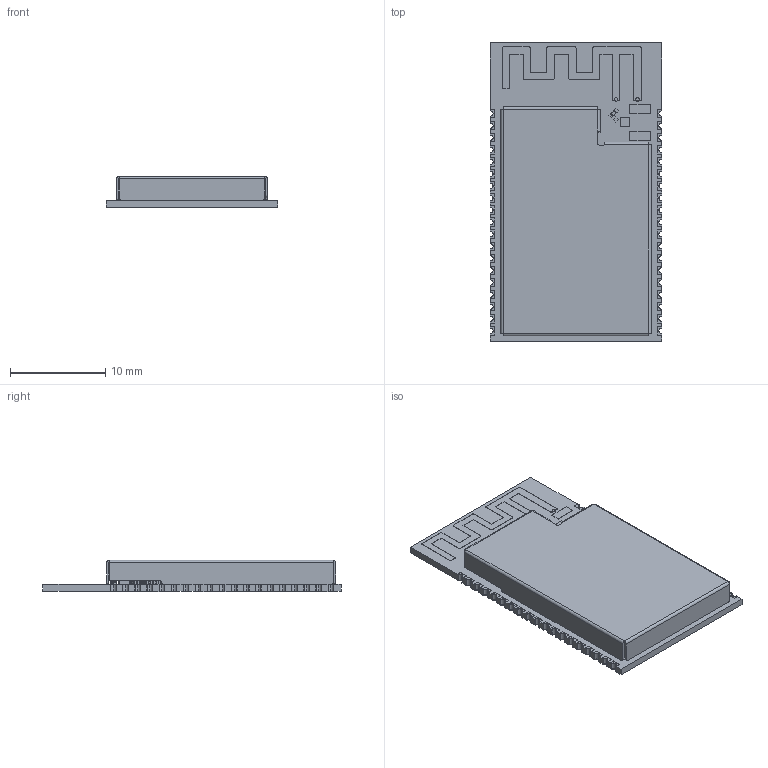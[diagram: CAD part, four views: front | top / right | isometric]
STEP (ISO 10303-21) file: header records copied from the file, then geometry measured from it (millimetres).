
FILE_DESCRIPTION (( 'STEP AP214' ), '1' );
FILE_NAME ('ESP32-WROVER-E_20211119.STEP', '2021-11-19T09:25:40', ( '' ), ( '' ), 'SwSTEP 2.0', 'SolidWorks', '' );
FILE_SCHEMA (( 'AUTOMOTIVE_DESIGN' ));
Length unit declared in the file: millimetre
Products named in the file (226): 葩璃 Submodel-R0201A_part^PCB_ESP32-WROVER-E_V1; L0201_20210301.STEP^L0201_20210301.STEP_Submodel-L0201_part_DesignRootModel_PCB_ESP32-WROVER-E_V1(2)_PCB_ESP32-WROVER-E_V1; uid__1-351^DesignRootModel_PCB_ESP32-WROVER-E_V1(2)_PCB_ESP32-WROVER-E_V1; uid__1-541^DesignRootModel_PCB_ESP32-WROVER-E_V1(2)_PCB_ESP32-WROVER-E_V1; Submodel-R0201_part^DesignRootModel_PCB_ESP32-WROVER-E_V1(2)_PCB_ESP32-WROVER-E_V1; uid__1-405^DesignRootModel_PCB_ESP32-WROVER-E_V1(2)_PCB_ESP32-WROVER-E_V1; uid__1-602^DesignRootModel_PCB_ESP32-WROVER-E_V1(2)_PCB_ESP32-WROVER-E_V1; uid__1-348^DesignRootModel_PCB_ESP32-WROVER-E_V1(2)_PCB_ESP32-WROVER-E_V1; uid__1-505^DesignRootModel_PCB_ESP32-WROVER-E_V1(2)_PCB_ESP32-WROVER-E_V1; uid__1-428^DesignRootModel_PCB_ESP32-WROVER-E_V1(2)_PCB_ESP32-WROVER-E_V1; C0201_20210301.STEP^Submodel-C0201_part_DesignRootModel_PCB_ESP32-WROVER-E_V1(2)_PCB_ESP32-WROVER-E_V1; uid__1-467^DesignRootModel_PCB_ESP32-WROVER-E_V1(2)_PCB_ESP32-WROVER-E_V1; uid__1-363^DesignRootModel_PCB_ESP32-WROVER-E_V1(2)_PCB_ESP32-WROVER-E_V1; uid__1-420^DesignRootModel_PCB_ESP32-WROVER-E_V1(2)_PCB_ESP32-WROVER-E_V1; Submodel-C0201_part^DesignRootModel_PCB_ESP32-WROVER-E_V1(2)_PCB_ESP32-WROVER-E_V1; uid__1-567^DesignRootModel_PCB_ESP32-WROVER-E_V1(2)_PCB_ESP32-WROVER-E_V1; uid__1-479^DesignRootModel_PCB_ESP32-WROVER-E_V1(2)_PCB_ESP32-WROVER-E_V1; uid__1-422^DesignRootModel_PCB_ESP32-WROVER-E_V1(2)_PCB_ESP32-WROVER-E_V1; uid__1-652^DesignRootModel_PCB_ESP32-WROVER-E_V1(2)_PCB_ESP32-WROVER-E_V1; uid__1-421^DesignRootModel_PCB_ESP32-WROVER-E_V1(2)_PCB_ESP32-WROVER-E_V1; uid__1-615^DesignRootModel_PCB_ESP32-WROVER-E_V1(2)_PCB_ESP32-WROVER-E_V1; uid__1-585^DesignRootModel_PCB_ESP32-WROVER-E_V1(2)_PCB_ESP32-WROVER-E_V1; uid__1-376^DesignRootModel_PCB_ESP32-WROVER-E_V1(2)_PCB_ESP32-WROVER-E_V1; uid__1-471^DesignRootModel_PCB_ESP32-WROVER-E_V1(2)_PCB_ESP32-WROVER-E_V1; uid__1-451^DesignRootModel_PCB_ESP32-WROVER-E_V1(2)_PCB_ESP32-WROVER-E_V1; uid__1-614^DesignRootModel_PCB_ESP32-WROVER-E_V1(2)_PCB_ESP32-WROVER-E_V1; uid__1-437^DesignRootModel_PCB_ESP32-WROVER-E_V1(2)_PCB_ESP32-WROVER-E_V1; uid__1-586^DesignRootModel_PCB_ESP32-WROVER-E_V1(2)_PCB_ESP32-WROVER-E_V1; uid__1-460^DesignRootModel_PCB_ESP32-WROVER-E_V1(2)_PCB_ESP32-WROVER-E_V1; L0201_20210301.STEP^Submodel-L0201_part_DesignRootModel_PCB_ESP32-WROVER-E_V1(2)_PCB_ESP32-WROVER-E_V1; uid__1-343^DesignRootModel_PCB_ESP32-WROVER-E_V1(2)_PCB_ESP32-WROVER-E_V1; uid__1-578^DesignRootModel_PCB_ESP32-WROVER-E_V1(2)_PCB_ESP32-WROVER-E_V1; R0201_20210301.STEP^Submodel-R0201_part_DesignRootModel_PCB_ESP32-WROVER-E_V1(2)_PCB_ESP32-WROVER-E_V1; uid__1-433^DesignRootModel_PCB_ESP32-WROVER-E_V1(2)_PCB_ESP32-WROVER-E_V1; uid__1-543^DesignRootModel_PCB_ESP32-WROVER-E_V1(2)_PCB_ESP32-WROVER-E_V1; uid__1-469^DesignRootModel_PCB_ESP32-WROVER-E_V1(2)_PCB_ESP32-WROVER-E_V1; uid__1-609^DesignRootModel_PCB_ESP32-WROVER-E_V1(2)_PCB_ESP32-WROVER-E_V1; uid__1-525^DesignRootModel_PCB_ESP32-WROVER-E_V1(2)_PCB_ESP32-WROVER-E_V1; SOIC8_208_20210301.STEP^Submodel-SOIC08-WN_part_DesignRootModel_PCB_ESP32-WROVER-E_V1(2)_PCB_ESP32-WROVER-E_V1; uid__1-503^DesignRootModel_PCB_ESP32-WROVER-E_V1(2)_PCB_ESP32-WROVER-E_V1 ...
Assembly tree (285 placements, depth 6):
  ESP32-WROVER-E_20211119
    PCB_ESP32-WROVER-E_V1(2)^PCB_ESP32-WROVER-E_V1
      DesignRootModel^PCB_ESP32-WROVER-E_V1(2)_PCB_ESP32-WROVER-E_V1
        Submodel-C0201_part^DesignRootModel_PCB_ESP32-WROVER-E_V1(2)_PCB_ESP32-WROVER-E_V1
          C0201_20210301.STEP^Submodel-C0201_part_DesignRootModel_PCB_ESP32-WROVER-E_V1(2)_PCB_ESP32-WROVER-E_V1
            C0201_20210301.STEP^C0201_20210301.STEP_Submodel-C0201_part_DesignRootModel_PCB_ESP32-WROVER-E_V1(2)_PCB_ESP32-WROVER-E_V1
        Submodel-C0201_part^DesignRootModel_PCB_ESP32-WROVER-E_V1(2)_PCB_ESP32-WROVER-E_V1
          C0201_20210301.STEP^Submodel-C0201_part_DesignRootModel_PCB_ESP32-WROVER-E_V1(2)_PCB_ESP32-WROVER-E_V1
            C0201_20210301.STEP^C0201_20210301.STEP_Submodel-C0201_part_DesignRootModel_PCB_ESP32-WROVER-E_V1(2)_PCB_ESP32-WROVER-E_V1
        Submodel-C0201_part^DesignRootModel_PCB_ESP32-WROVER-E_V1(2)_PCB_ESP32-WROVER-E_V1
          C0201_20210301.STEP^Submodel-C0201_part_DesignRootModel_PCB_ESP32-WROVER-E_V1(2)_PCB_ESP32-WROVER-E_V1
            C0201_20210301.STEP^C0201_20210301.STEP_Submodel-C0201_part_DesignRootModel_PCB_ESP32-WROVER-E_V1(2)_PCB_ESP32-WROVER-E_V1
        Submodel-C0201_part^DesignRootModel_PCB_ESP32-WROVER-E_V1(2)_PCB_ESP32-WROVER-E_V1
          C0201_20210301.STEP^Submodel-C0201_part_DesignRootModel_PCB_ESP32-WROVER-E_V1(2)_PCB_ESP32-WROVER-E_V1
            C0201_20210301.STEP^C0201_20210301.STEP_Submodel-C0201_part_DesignRootModel_PCB_ESP32-WROVER-E_V1(2)_PCB_ESP32-WROVER-E_V1
        Submodel-C0201_part^DesignRootModel_PCB_ESP32-WROVER-E_V1(2)_PCB_ESP32-WROVER-E_V1
          C0201_20210301.STEP^Submodel-C0201_part_DesignRootModel_PCB_ESP32-WROVER-E_V1(2)_PCB_ESP32-WROVER-E_V1
            C0201_20210301.STEP^C0201_20210301.STEP_Submodel-C0201_part_DesignRootModel_PCB_ESP32-WROVER-E_V1(2)_PCB_ESP32-WROVER-E_V1
        Submodel-C0201_part^DesignRootModel_PCB_ESP32-WROVER-E_V1(2)_PCB_ESP32-WROVER-E_V1
          C0201_20210301.STEP^Submodel-C0201_part_DesignRootModel_PCB_ESP32-WROVER-E_V1(2)_PCB_ESP32-WROVER-E_V1
            C0201_20210301.STEP^C0201_20210301.STEP_Submodel-C0201_part_DesignRootModel_PCB_ESP32-WROVER-E_V1(2)_PCB_ESP32-WROVER-E_V1
        Submodel-C0201_part^DesignRootModel_PCB_ESP32-WROVER-E_V1(2)_PCB_ESP32-WROVER-E_V1
          C0201_20210301.STEP^Submodel-C0201_part_DesignRootModel_PCB_ESP32-WROVER-E_V1(2)_PCB_ESP32-WROVER-E_V1
            C0201_20210301.STEP^C0201_20210301.STEP_Submodel-C0201_part_DesignRootModel_PCB_ESP32-WROVER-E_V1(2)_PCB_ESP32-WROVER-E_V1
        Submodel-C0201_part^DesignRootModel_PCB_ESP32-WROVER-E_V1(2)_PCB_ESP32-WROVER-E_V1
          C0201_20210301.STEP^Submodel-C0201_part_DesignRootModel_PCB_ESP32-WROVER-E_V1(2)_PCB_ESP32-WROVER-E_V1
            C0201_20210301.STEP^C0201_20210301.STEP_Submodel-C0201_part_DesignRootModel_PCB_ESP32-WROVER-E_V1(2)_PCB_ESP32-WROVER-E_V1
        Submodel-C0201_part^DesignRootModel_PCB_ESP32-WROVER-E_V1(2)_PCB_ESP32-WROVER-E_V1
          C0201_20210301.STEP^Submodel-C0201_part_DesignRootModel_PCB_ESP32-WROVER-E_V1(2)_PCB_ESP32-WROVER-E_V1
            C0201_20210301.STEP^C0201_20210301.STEP_Submodel-C0201_part_DesignRootModel_PCB_ESP32-WROVER-E_V1(2)_PCB_ESP32-WROVER-E_V1
        Submodel-C0201_part^DesignRootModel_PCB_ESP32-WROVER-E_V1(2)_PCB_ESP32-WROVER-E_V1
          C0201_20210301.STEP^Submodel-C0201_part_DesignRootModel_PCB_ESP32-WROVER-E_V1(2)_PCB_ESP32-WROVER-E_V1
            C0201_20210301.STEP^C0201_20210301.STEP_Submodel-C0201_part_DesignRootModel_PCB_ESP32-WROVER-E_V1(2)_PCB_ESP32-WROVER-E_V1
        Submodel-C0201_part^DesignRootModel_PCB_ESP32-WROVER-E_V1(2)_PCB_ESP32-WROVER-E_V1
          C0201_20210301.STEP^Submodel-C0201_part_DesignRootModel_PCB_ESP32-WROVER-E_V1(2)_PCB_ESP32-WROVER-E_V1
            C0201_20210301.STEP^C0201_20210301.STEP_Submodel-C0201_part_DesignRootModel_PCB_ESP32-WROVER-E_V1(2)_PCB_ESP32-WROVER-E_V1
        Submodel-C0201_part^DesignRootModel_PCB_ESP32-WROVER-E_V1(2)_PCB_ESP32-WROVER-E_V1
          C0201_20210301.STEP^Submodel-C0201_part_DesignRootModel_PCB_ESP32-WROVER-E_V1(2)_PCB_ESP32-WROVER-E_V1
            C0201_20210301.STEP^C0201_20210301.STEP_Submodel-C0201_part_DesignRootModel_PCB_ESP32-WROVER-E_V1(2)_PCB_ESP32-WROVER-E_V1
        Submodel-C0201_part^DesignRootModel_PCB_ESP32-WROVER-E_V1(2)_PCB_ESP32-WROVER-E_V1
          C0201_20210301.STEP^Submodel-C0201_part_DesignRootModel_PCB_ESP32-WROVER-E_V1(2)_PCB_ESP32-WROVER-E_V1
            C0201_20210301.STEP^C0201_20210301.STEP_Submodel-C0201_part_DesignRootModel_PCB_ESP32-WROVER-E_V1(2)_PCB_ESP32-WROVER-E_V1
        Submodel-C0201_part^DesignRootModel_PCB_ESP32-WROVER-E_V1(2)_PCB_ESP32-WROVER-E_V1
          C0201_20210301.STEP^Submodel-C0201_part_DesignRootModel_PCB_ESP32-WROVER-E_V1(2)_PCB_ESP32-WROVER-E_V1
            C0201_20210301.STEP^C0201_20210301.STEP_Submodel-C0201_part_DesignRootModel_PCB_ESP32-WROVER-E_V1(2)_PCB_ESP32-WROVER-E_V1
        Submodel-SOD882_part^DesignRootModel_PCB_ESP32-WROVER-E_V1(2)_PCB_ESP32-WROVER-E_V1
          DFN1006.STEP^Submodel-SOD882_part_DesignRootModel_PCB_ESP32-WROVER-E_V1(2)_PCB_ESP32-WROVER-E_V1
            DFN1006.STEP^DFN1006.STEP_Submodel-SOD882_part_DesignRootModel_PCB_ESP32-WROVER-E_V1(2)_PCB_ESP32-WROVER-E_V1
        Submodel-QFN48EB_0P35_5_part^DesignRootModel_PCB_ESP32-WROVER-E_V1(2)_PCB_ESP32-WROVER-E_V1
          ESP32_5x5_20210301.STEP^Submodel-QFN48EB_0P35_5_part_DesignRootModel_PCB_ESP32-WROVER-E_V1(2)_PCB_ESP32-WROVER-E_V1
            ESP32_5x5_20210301.STEP^ESP32_5x5_20210301.STEP_Submodel-QFN48EB_0P35_5_part_DesignRootModel_PCB_ESP32-WROVER-E_V1(2)_PCB_ESP32-WROVER-E_V1
        Submodel-C0402_part^DesignRootModel_PCB_ESP32-WROVER-E_V1(2)_PCB_ESP32-WROVER-E_V1
          C0402_20210301.STEP^Submodel-C0402_part_DesignRootModel_PCB_ESP32-WROVER-E_V1(2)_PCB_ESP32-WROVER-E_V1
            C0402_20210301.STEP^C0402_20210301.STEP_Submodel-C0402_part_DesignRootModel_PCB_ESP32-WROVER-E_V1(2)_PCB_ESP32-WROVER-E_V1
        Submodel-MINI_ANT_TYPEB_1501846164_part^DesignRootModel_PCB_ESP32-WROVER-E_V1(2)_PCB_ESP32-WROVER-E_V1
          trace_1^Submodel-MINI_ANT_TYPEB_1501846164_part_DesignRootModel_PCB_ESP32-WROVER-E_V1(2)_PCB_ESP32-WROVER-E_V1
        Submodel-3225_part^DesignRootModel_PCB_ESP32-WROVER-E_V1(2)_PCB_ESP32-WROVER-E_V1
          XTAL3225_20210301.STEP^Submodel-3225_part_DesignRootModel_PCB_ESP32-WROVER-E_V1(2)_PCB_ESP32-WROVER-E_V1
            XTAL3225_20210301.STEP^XTAL3225_20210301.STEP_Submodel-3225_part_DesignRootModel_PCB_ESP32-WROVER-E_V1(2)_PCB_ESP32-WROVER-E_V1
        Submodel-R0201_part^DesignRootModel_PCB_ESP32-WROVER-E_V1(2)_PCB_ESP32-WROVER-E_V1
Bounding box: 18 x 31.4 x 3.3 mm (x, y, z)
Volume: 611.7 mm3; surface area: 2937.6 mm2
Topology: 265 solids, 266 shells, 4233 faces, 10468 edges, 6698 vertices
Faces by surface type: plane 3137, cylinder 868, sphere 154, bspline 70, torus 4
Entity records: 96132 total; most frequent: CARTESIAN_POINT 19848, DIRECTION 13813, ORIENTED_EDGE 13744, EDGE_CURVE 6872, VECTOR 5723, LINE 5723, VERTEX_POINT 4522, AXIS2_PLACEMENT_3D 4045
